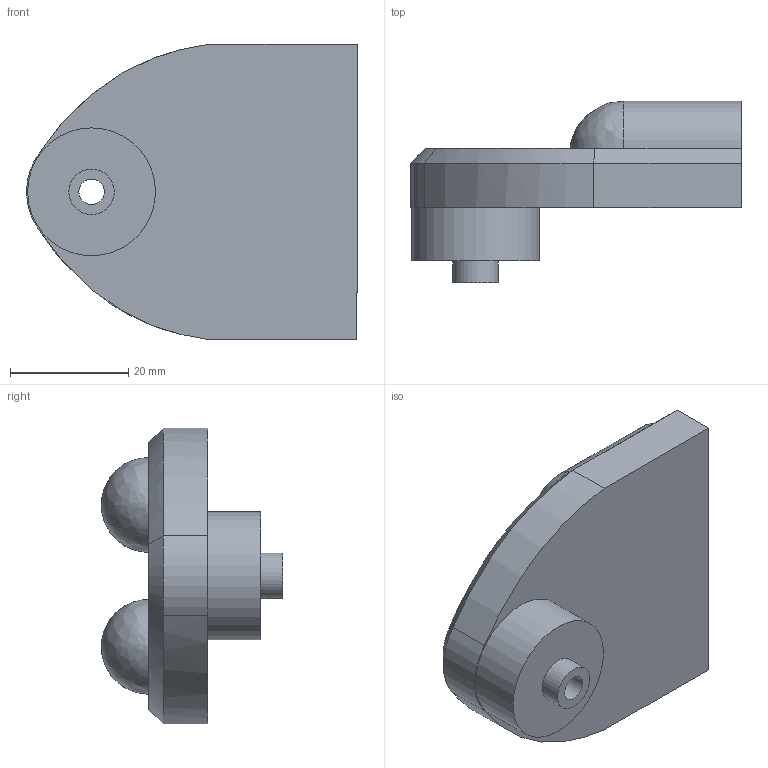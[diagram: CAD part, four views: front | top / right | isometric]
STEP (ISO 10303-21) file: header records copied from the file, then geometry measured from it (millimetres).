
FILE_DESCRIPTION(/* description */ ('','CAx-IF Rec.Pracs.---Representation and Presentation of Product Manufacturing Information (PMI)---4.0---2014-10-13'),/* implementation_level */ '2;1');
FILE_NAME(/* name */ 'thigh_bracket_bottom_right.step',/* time_stamp */ '2024-12-30T10:26:11+05:30',/* author */ (''),/* organization */ (''),/* preprocessor_version */ 'ST-DEVELOPER v20',/* originating_system */ 'Autodesk Translation Framework v13.20.0.188',/* authorisation */ '');
FILE_SCHEMA (('AP242_MANAGED_MODEL_BASED_3D_ENGINEERING_MIM_LF { 1 0 10303 442 1 1 4 }'));
Length unit declared in the file: millimetre
Products named in the file (1): thigh_bracket_bottom_right
Bounding box: 56 x 30.7 x 50.07 mm (x, y, z)
Volume: 26342.6 mm3; surface area: 9778.1 mm2
Topology: 1 solids, 1 shells, 30 faces, 70 edges, 44 vertices
Faces by surface type: plane 13, cylinder 9, bspline 6, cone 2
Full cylindrical faces by diameter (mm): 4.3 x1, 7.3 x1, 7.7 x1, 12.4 x2, 21.64 x1
Entity records: 1156 total; most frequent: CARTESIAN_POINT 461, ORIENTED_EDGE 134, DIRECTION 130, EDGE_CURVE 67, AXIS2_PLACEMENT_3D 49, VERTEX_POINT 44, EDGE_LOOP 37, LINE 32
